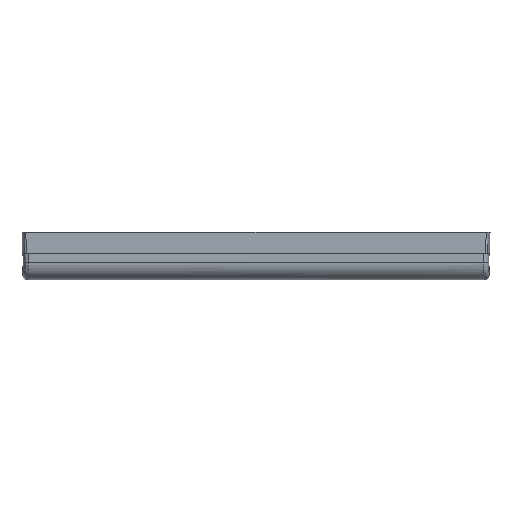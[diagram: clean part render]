
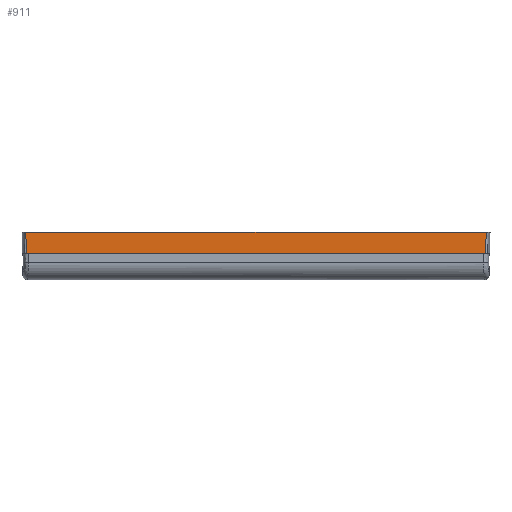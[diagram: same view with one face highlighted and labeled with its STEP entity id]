
A CAD part, front view. The second image highlights one B-rep face of the part: STEP entity #911.
In plain terms, the highlighted planar face has unit normal (0, -1, -0.018).
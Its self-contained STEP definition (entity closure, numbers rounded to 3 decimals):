
#217 = CARTESIAN_POINT ( 'NONE',  ( 265.156, -20.572, -24.5 ) ) ;
#911 = ADVANCED_FACE ( 'NONE', ( #3345 ), #3223, .T. ) ;
#960 = CARTESIAN_POINT ( 'NONE',  ( 265.266, -20.715, -16.32 ) ) ;
#1122 = VERTEX_POINT ( 'NONE', #4429 ) ;
#1256 = VERTEX_POINT ( 'NONE', #9093 ) ;
#1308 = CARTESIAN_POINT ( 'NONE',  ( -265.484, -21., 0. ) ) ;
#1693 = CARTESIAN_POINT ( 'NONE',  ( 265.375, -20.858, -8.153 ) ) ;
#1877 = CARTESIAN_POINT ( 'NONE',  ( 195., -20.572, -24.5 ) ) ;
#1951 = DIRECTION ( 'NONE',  ( 1., 0., 0. ) ) ;
#1985 = EDGE_CURVE ( 'NONE', #1122, #1256, #5579, .T. ) ;
#2026 = DIRECTION ( 'NONE',  ( 0., 0.017, -1. ) ) ;
#2045 = CARTESIAN_POINT ( 'NONE',  ( -265.375, -20.858, -8.153 ) ) ;
#2075 = VECTOR ( 'NONE', #1951, 1000. ) ;
#2096 = DIRECTION ( 'NONE',  ( 0., -1., -0.017 ) ) ;
#2450 = CARTESIAN_POINT ( 'NONE',  ( 265.484, -21., 0. ) ) ;
#2482 = B_SPLINE_CURVE_WITH_KNOTS ( 'NONE', 3,
 ( #217, #3893, #960, #6032, #1693, #6714, #2450 ),
 .UNSPECIFIED., .F., .F.,
 ( 4, 3, 4 ),
 ( 0., 0.012, 0.025 ),
 .UNSPECIFIED. ) ;
#2788 = CARTESIAN_POINT ( 'NONE',  ( -265.266, -20.715, -16.32 ) ) ;
#2802 = CARTESIAN_POINT ( 'NONE',  ( -267., -21., 0. ) ) ;
#3000 = VERTEX_POINT ( 'NONE', #7022 ) ;
#3223 = PLANE ( 'NONE',  #4536 ) ;
#3345 = FACE_OUTER_BOUND ( 'NONE', #8502, .T. ) ;
#3446 = ORIENTED_EDGE ( 'NONE', *, *, #5718, .T. ) ;
#3520 = CARTESIAN_POINT ( 'NONE',  ( -265.156, -20.572, -24.5 ) ) ;
#3787 = ORIENTED_EDGE ( 'NONE', *, *, #5597, .F. ) ;
#3893 = CARTESIAN_POINT ( 'NONE',  ( 265.211, -20.644, -20.41 ) ) ;
#4034 = LINE ( 'NONE', #8965, #2075 ) ;
#4429 = CARTESIAN_POINT ( 'NONE',  ( -265.156, -20.572, -24.5 ) ) ;
#4536 = AXIS2_PLACEMENT_3D ( 'NONE', #2802, #2096, #2026 ) ;
#5469 = EDGE_CURVE ( 'NONE', #1256, #3000, #2482, .T. ) ;
#5579 = LINE ( 'NONE', #1877, #6011 ) ;
#5597 = EDGE_CURVE ( 'NONE', #7526, #3000, #4034, .T. ) ;
#5718 = EDGE_CURVE ( 'NONE', #7526, #1122, #6764, .T. ) ;
#6011 = VECTOR ( 'NONE', #6186, 1000. ) ;
#6032 = CARTESIAN_POINT ( 'NONE',  ( 265.321, -20.787, -12.23 ) ) ;
#6186 = DIRECTION ( 'NONE',  ( 1., 0., 0. ) ) ;
#6207 = CARTESIAN_POINT ( 'NONE',  ( -265.484, -21., 0. ) ) ;
#6343 = CARTESIAN_POINT ( 'NONE',  ( -265.43, -20.929, -4.077 ) ) ;
#6714 = CARTESIAN_POINT ( 'NONE',  ( 265.43, -20.929, -4.077 ) ) ;
#6764 = B_SPLINE_CURVE_WITH_KNOTS ( 'NONE', 3,
 ( #1308, #6343, #2045, #7024, #2788, #7719, #3520 ),
 .UNSPECIFIED., .F., .F.,
 ( 4, 3, 4 ),
 ( 0., 0.012, 0.025 ),
 .UNSPECIFIED. ) ;
#7022 = CARTESIAN_POINT ( 'NONE',  ( 265.484, -21., 0. ) ) ;
#7024 = CARTESIAN_POINT ( 'NONE',  ( -265.321, -20.787, -12.23 ) ) ;
#7526 = VERTEX_POINT ( 'NONE', #6207 ) ;
#7719 = CARTESIAN_POINT ( 'NONE',  ( -265.211, -20.644, -20.41 ) ) ;
#7970 = ORIENTED_EDGE ( 'NONE', *, *, #1985, .T. ) ;
#8502 = EDGE_LOOP ( 'NONE', ( #7970, #9045, #3787, #3446 ) ) ;
#8965 = CARTESIAN_POINT ( 'NONE',  ( -267., -21., 0. ) ) ;
#9045 = ORIENTED_EDGE ( 'NONE', *, *, #5469, .T. ) ;
#9093 = CARTESIAN_POINT ( 'NONE',  ( 265.156, -20.572, -24.5 ) ) ;
